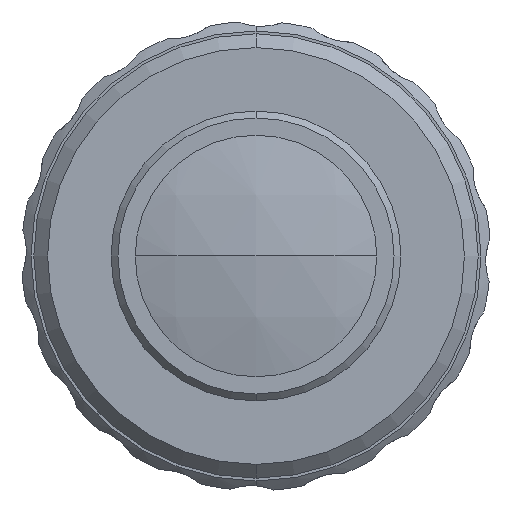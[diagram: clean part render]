
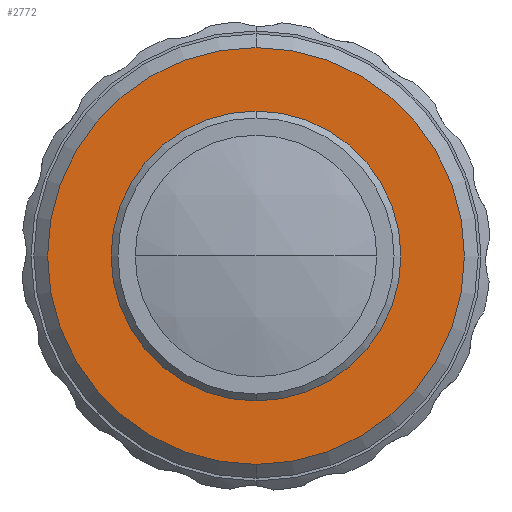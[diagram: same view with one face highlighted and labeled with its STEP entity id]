
A CAD part, front view. The second image highlights one B-rep face of the part: STEP entity #2772.
In plain terms, the highlighted planar face has unit normal (0, -1, 0).
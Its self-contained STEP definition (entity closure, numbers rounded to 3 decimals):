
#103 = CARTESIAN_POINT ( 'NONE',  ( 1347.004, 961.238, 0. ) ) ;
#271 = ORIENTED_EDGE ( 'NONE', *, *, #2361, .T. ) ;
#274 = CIRCLE ( 'NONE', #2068, 15.1 ) ;
#293 = DIRECTION ( 'NONE',  ( 0., 1., 0. ) ) ;
#575 = AXIS2_PLACEMENT_3D ( 'NONE', #2094, #2064, #2751 ) ;
#585 = ORIENTED_EDGE ( 'NONE', *, *, #1279, .T. ) ;
#613 = FACE_BOUND ( 'NONE', #2682, .T. ) ;
#614 = VERTEX_POINT ( 'NONE', #2566 ) ;
#748 = VERTEX_POINT ( 'NONE', #1643 ) ;
#810 = CIRCLE ( 'NONE', #2408, 15.1 ) ;
#936 = CIRCLE ( 'NONE', #1678, 10.5 ) ;
#939 = ORIENTED_EDGE ( 'NONE', *, *, #2414, .F. ) ;
#986 = VERTEX_POINT ( 'NONE', #2695 ) ;
#1000 = FACE_OUTER_BOUND ( 'NONE', #1589, .T. ) ;
#1027 = DIRECTION ( 'NONE',  ( 0., 0., 1. ) ) ;
#1074 = ORIENTED_EDGE ( 'NONE', *, *, #2580, .F. ) ;
#1279 = EDGE_CURVE ( 'NONE', #2011, #986, #936, .T. ) ;
#1283 = DIRECTION ( 'NONE',  ( 0., 1., 0. ) ) ;
#1444 = CARTESIAN_POINT ( 'NONE',  ( -1347.004, 961.238, 0. ) ) ;
#1589 = EDGE_LOOP ( 'NONE', ( #939, #1074 ) ) ;
#1643 = CARTESIAN_POINT ( 'NONE',  ( 1347.004, 961.238, 15.1 ) ) ;
#1678 = AXIS2_PLACEMENT_3D ( 'NONE', #1769, #293, #2656 ) ;
#1706 = DIRECTION ( 'NONE',  ( 0., 0., 1. ) ) ;
#1769 = CARTESIAN_POINT ( 'NONE',  ( 1347.004, 961.238, 0. ) ) ;
#1843 = DIRECTION ( 'NONE',  ( 0., 0., 1. ) ) ;
#1909 = CARTESIAN_POINT ( 'NONE',  ( 1347.004, 961.238, 0. ) ) ;
#2011 = VERTEX_POINT ( 'NONE', #2835 ) ;
#2064 = DIRECTION ( 'NONE',  ( 0., 1., 0. ) ) ;
#2068 = AXIS2_PLACEMENT_3D ( 'NONE', #1909, #1283, #1706 ) ;
#2094 = CARTESIAN_POINT ( 'NONE',  ( 1347.004, 961.238, 0. ) ) ;
#2247 = AXIS2_PLACEMENT_3D ( 'NONE', #1444, #2339, #1027 ) ;
#2339 = DIRECTION ( 'NONE',  ( 0., 1., 0. ) ) ;
#2361 = EDGE_CURVE ( 'NONE', #986, #2011, #2701, .T. ) ;
#2408 = AXIS2_PLACEMENT_3D ( 'NONE', #103, #2554, #1843 ) ;
#2414 = EDGE_CURVE ( 'NONE', #748, #614, #810, .T. ) ;
#2554 = DIRECTION ( 'NONE',  ( 0., 1., 0. ) ) ;
#2566 = CARTESIAN_POINT ( 'NONE',  ( 1347.004, 961.238, -15.1 ) ) ;
#2580 = EDGE_CURVE ( 'NONE', #614, #748, #274, .T. ) ;
#2656 = DIRECTION ( 'NONE',  ( 0., 0., 1. ) ) ;
#2682 = EDGE_LOOP ( 'NONE', ( #271, #585 ) ) ;
#2695 = CARTESIAN_POINT ( 'NONE',  ( 1347.004, 961.238, 10.5 ) ) ;
#2701 = CIRCLE ( 'NONE', #575, 10.5 ) ;
#2751 = DIRECTION ( 'NONE',  ( 0., 0., 1. ) ) ;
#2772 = ADVANCED_FACE ( 'NONE', ( #1000, #613 ), #2780, .F. ) ;
#2780 = PLANE ( 'NONE',  #2247 ) ;
#2835 = CARTESIAN_POINT ( 'NONE',  ( 1347.004, 961.238, -10.5 ) ) ;
